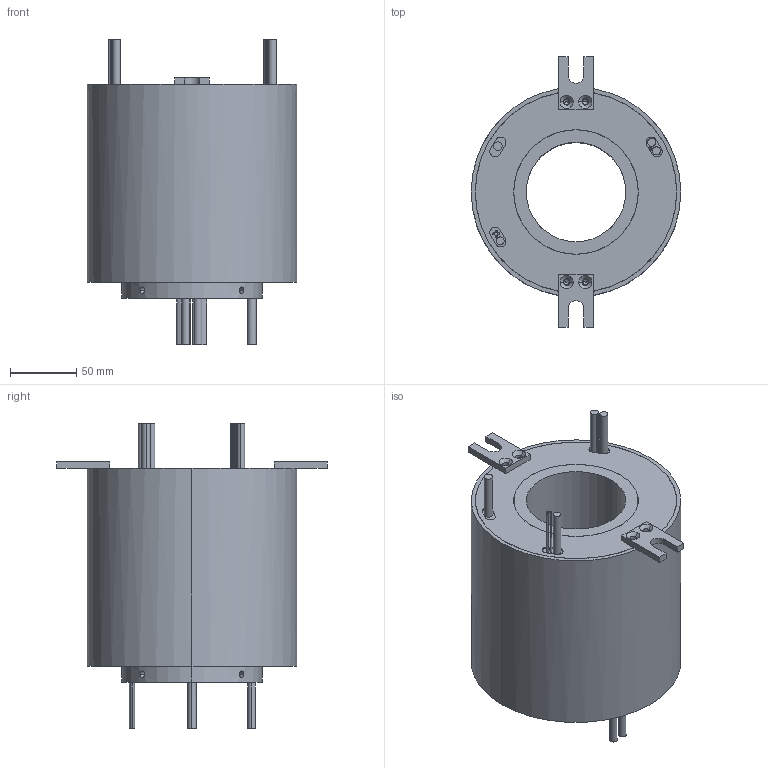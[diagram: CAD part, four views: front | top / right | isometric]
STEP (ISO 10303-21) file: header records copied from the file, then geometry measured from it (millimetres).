
FILE_DESCRIPTION (( 'STEP AP203' ), '1' );
FILE_NAME ('1.STEP', '2021-02-02T01:32:23', ( '微软用户' ), ( '微软中国' ), 'SwSTEP 2.0', 'SolidWorks 2014', '' );
FILE_SCHEMA (( 'CONFIG_CONTROL_DESIGN' ));
Length unit declared in the file: millimetre
Products named in the file (1): 1
Bounding box: 158 x 204 x 230.2 mm (x, y, z)
Volume: 2333663.2 mm3; surface area: 166796.2 mm2
Topology: 1 solids, 1 shells, 181 faces, 426 edges, 269 vertices
Faces by surface type: cylinder 89, plane 72, cone 16, bspline 4
Entity records: 5748 total; most frequent: CARTESIAN_POINT 1417, DIRECTION 937, ORIENTED_EDGE 836, EDGE_CURVE 418, AXIS2_PLACEMENT_3D 365, VERTEX_POINT 269, EDGE_LOOP 225, LINE 207
